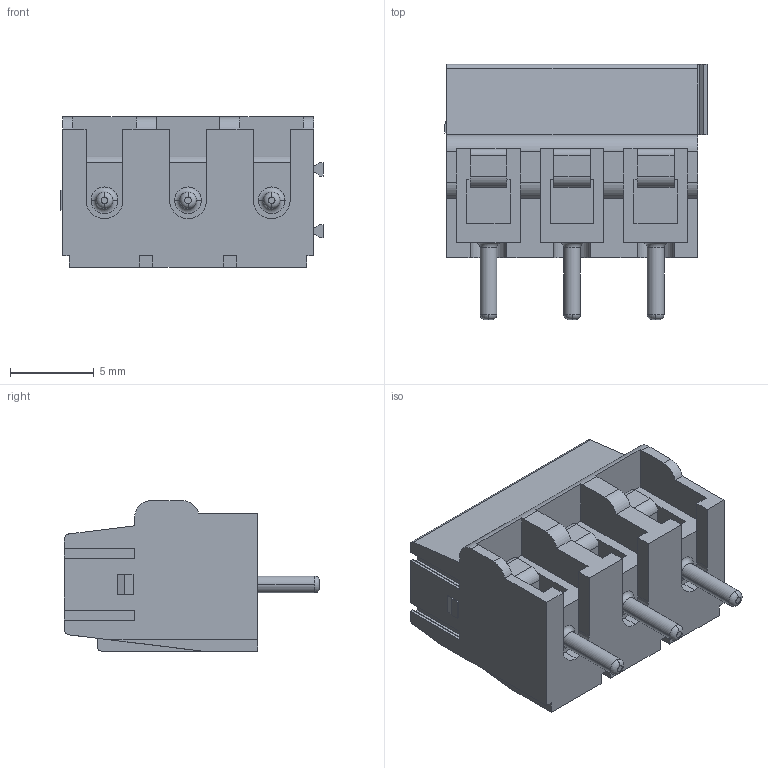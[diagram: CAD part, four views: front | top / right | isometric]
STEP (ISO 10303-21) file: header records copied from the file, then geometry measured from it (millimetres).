
FILE_DESCRIPTION (( 'STEP AP214' ), '1' );
FILE_NAME ('1935174.STEP', '2024-12-16T04:45:07', ( 'LENOVO' ), ( '' ), 'SwSTEP 2.0', 'SolidWorks 2021', '' );
FILE_SCHEMA (( 'AUTOMOTIVE_DESIGN' ));
Length unit declared in the file: millimetre
Products named in the file (1): 1935174
Bounding box: 15.67 x 15.25 x 9 mm (x, y, z)
Volume: 1008.8 mm3; surface area: 2104.9 mm2
Topology: 7 solids, 7 shells, 270 faces, 732 edges, 484 vertices
Faces by surface type: plane 181, cylinder 53, bspline 24, torus 12
Entity records: 9100 total; most frequent: CARTESIAN_POINT 2249, ORIENTED_EDGE 1464, DIRECTION 1308, EDGE_CURVE 732, VECTOR 494, LINE 494, VERTEX_POINT 484, AXIS2_PLACEMENT_3D 407
